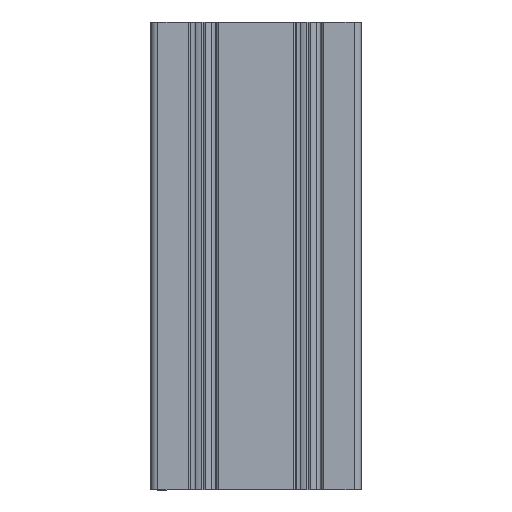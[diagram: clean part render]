
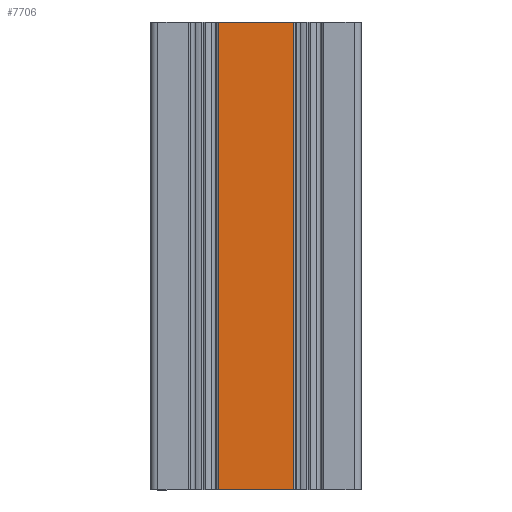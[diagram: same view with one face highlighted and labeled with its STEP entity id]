
A CAD part, top view. The second image highlights one B-rep face of the part: STEP entity #7706.
In plain terms, the highlighted planar face has unit normal (0, 0, 1).
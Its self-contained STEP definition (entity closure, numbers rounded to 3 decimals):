
#78=PLANE('',#8286);
#326=FACE_OUTER_BOUND('',#728,.T.);
#728=EDGE_LOOP('',(#5463,#5464,#5465,#5466));
#1246=LINE('',#12178,#1962);
#1248=LINE('',#12184,#1964);
#1249=LINE('',#12186,#1965);
#1250=LINE('',#12187,#1966);
#1962=VECTOR('',#9712,200.);
#1964=VECTOR('',#9718,32.4);
#1965=VECTOR('',#9719,200.);
#1966=VECTOR('',#9720,32.4);
#3214=VERTEX_POINT('',#12175);
#3215=VERTEX_POINT('',#12177);
#3217=VERTEX_POINT('',#12183);
#3218=VERTEX_POINT('',#12185);
#4137=EDGE_CURVE('',#3214,#3215,#1246,.T.);
#4140=EDGE_CURVE('',#3214,#3217,#1248,.T.);
#4141=EDGE_CURVE('',#3217,#3218,#1249,.T.);
#4142=EDGE_CURVE('',#3215,#3218,#1250,.T.);
#5463=ORIENTED_EDGE('',*,*,#4140,.T.);
#5464=ORIENTED_EDGE('',*,*,#4141,.T.);
#5465=ORIENTED_EDGE('',*,*,#4142,.F.);
#5466=ORIENTED_EDGE('',*,*,#4137,.F.);
#7706=ADVANCED_FACE('',(#326),#78,.T.);
#8286=AXIS2_PLACEMENT_3D('',#12182,#9716,#9717);
#9712=DIRECTION('',(0.,-1.,0.));
#9716=DIRECTION('center_axis',(0.,0.,1.));
#9717=DIRECTION('ref_axis',(1.,0.,0.));
#9718=DIRECTION('',(-1.,0.,0.));
#9719=DIRECTION('',(0.,-1.,0.));
#9720=DIRECTION('',(-1.,0.,0.));
#12175=CARTESIAN_POINT('',(16.2,200.,22.5));
#12177=CARTESIAN_POINT('',(16.2,0.,22.5));
#12178=CARTESIAN_POINT('',(16.2,0.,22.5));
#12182=CARTESIAN_POINT('Origin',(-16.2,0.,22.5));
#12183=CARTESIAN_POINT('',(-16.2,200.,22.5));
#12184=CARTESIAN_POINT('',(-8.1,200.,22.5));
#12185=CARTESIAN_POINT('',(-16.2,0.,22.5));
#12186=CARTESIAN_POINT('',(-16.2,0.,22.5));
#12187=CARTESIAN_POINT('',(-8.1,0.,22.5));
